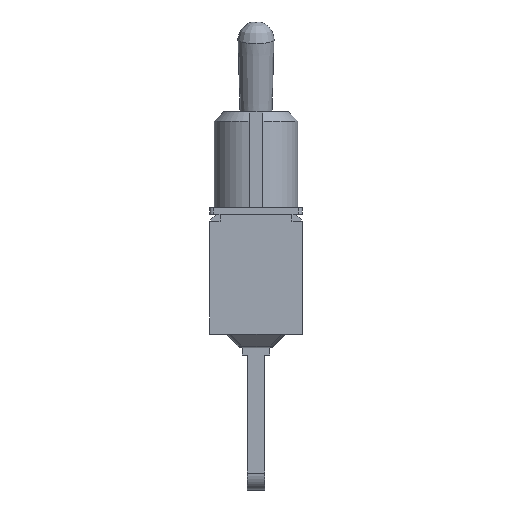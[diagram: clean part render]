
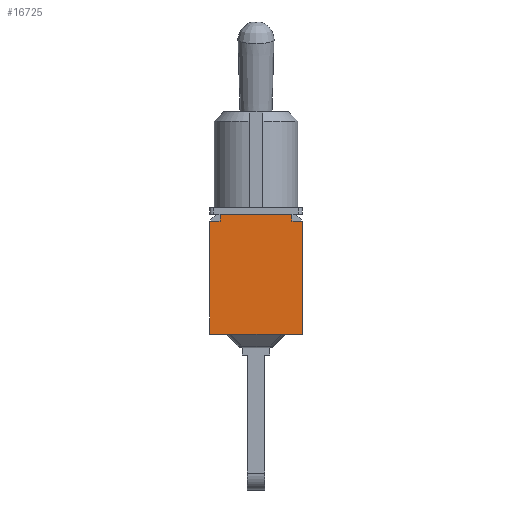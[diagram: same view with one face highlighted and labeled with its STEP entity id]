
A CAD part, left-side view. The second image highlights one B-rep face of the part: STEP entity #16725.
In plain terms, the highlighted planar face has unit normal (-1, 0, 0).
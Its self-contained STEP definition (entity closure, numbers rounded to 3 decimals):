
#3813 = PLANE('',#3814);
#3814 = AXIS2_PLACEMENT_3D('',#3815,#3816,#3817);
#3815 = CARTESIAN_POINT('',(-4.75,-2.67,8.89));
#3816 = DIRECTION('',(0.,-1.,0.));
#3817 = DIRECTION('',(-1.,0.,0.));
#4273 = PLANE('',#4274);
#4274 = AXIS2_PLACEMENT_3D('',#4275,#4276,#4277);
#4275 = CARTESIAN_POINT('',(-4.75,2.67,8.38));
#4276 = DIRECTION('',(0.,1.,0.));
#4277 = DIRECTION('',(1.,0.,0.));
#4540 = PLANE('',#4541);
#4541 = AXIS2_PLACEMENT_3D('',#4542,#4543,#4544);
#4542 = CARTESIAN_POINT('',(0.,-2.67,8.89));
#4543 = DIRECTION('',(0.,0.,1.));
#4544 = DIRECTION('',(0.,1.,0.));
#4859 = VERTEX_POINT('',#4860);
#4860 = CARTESIAN_POINT('',(-6.35,2.67,8.89));
#4881 = EDGE_CURVE('',#4859,#4882,#4884,.T.);
#4882 = VERTEX_POINT('',#4883);
#4883 = CARTESIAN_POINT('',(-6.35,-2.67,8.89));
#4884 = SURFACE_CURVE('',#4885,(#4889,#4896),.PCURVE_S1.);
#4885 = LINE('',#4886,#4887);
#4886 = CARTESIAN_POINT('',(-6.35,2.67,8.89));
#4887 = VECTOR('',#4888,1.);
#4888 = DIRECTION('',(0.,-1.,0.));
#4889 = PCURVE('',#4540,#4890);
#4890 = DEFINITIONAL_REPRESENTATION('',(#4891),#4895);
#4891 = LINE('',#4892,#4893);
#4892 = CARTESIAN_POINT('',(5.34,6.35));
#4893 = VECTOR('',#4894,1.);
#4894 = DIRECTION('',(-1.,0.));
#4895 = ( GEOMETRIC_REPRESENTATION_CONTEXT(2) 
PARAMETRIC_REPRESENTATION_CONTEXT() REPRESENTATION_CONTEXT('2D SPACE',''
  ) );
#4896 = PCURVE('',#4897,#4902);
#4897 = PLANE('',#4898);
#4898 = AXIS2_PLACEMENT_3D('',#4899,#4900,#4901);
#4899 = CARTESIAN_POINT('',(-6.35,-3.43,0.));
#4900 = DIRECTION('',(-1.,0.,0.));
#4901 = DIRECTION('',(0.,0.,1.));
#4902 = DEFINITIONAL_REPRESENTATION('',(#4903),#4907);
#4903 = LINE('',#4904,#4905);
#4904 = CARTESIAN_POINT('',(8.89,6.1));
#4905 = VECTOR('',#4906,1.);
#4906 = DIRECTION('',(0.,-1.));
#4907 = ( GEOMETRIC_REPRESENTATION_CONTEXT(2) 
PARAMETRIC_REPRESENTATION_CONTEXT() REPRESENTATION_CONTEXT('2D SPACE',''
  ) );
#5220 = EDGE_CURVE('',#5221,#4859,#5223,.T.);
#5221 = VERTEX_POINT('',#5222);
#5222 = CARTESIAN_POINT('',(-6.35,2.67,8.38));
#5223 = SURFACE_CURVE('',#5224,(#5228,#5235),.PCURVE_S1.);
#5224 = LINE('',#5225,#5226);
#5225 = CARTESIAN_POINT('',(-6.35,2.67,8.38));
#5226 = VECTOR('',#5227,1.);
#5227 = DIRECTION('',(0.,0.,1.));
#5228 = PCURVE('',#4273,#5229);
#5229 = DEFINITIONAL_REPRESENTATION('',(#5230),#5234);
#5230 = LINE('',#5231,#5232);
#5231 = CARTESIAN_POINT('',(-1.6,0.));
#5232 = VECTOR('',#5233,1.);
#5233 = DIRECTION('',(0.,-1.));
#5234 = ( GEOMETRIC_REPRESENTATION_CONTEXT(2) 
PARAMETRIC_REPRESENTATION_CONTEXT() REPRESENTATION_CONTEXT('2D SPACE',''
  ) );
#5235 = PCURVE('',#4897,#5236);
#5236 = DEFINITIONAL_REPRESENTATION('',(#5237),#5241);
#5237 = LINE('',#5238,#5239);
#5238 = CARTESIAN_POINT('',(8.38,6.1));
#5239 = VECTOR('',#5240,1.);
#5240 = DIRECTION('',(1.,0.));
#5241 = ( GEOMETRIC_REPRESENTATION_CONTEXT(2) 
PARAMETRIC_REPRESENTATION_CONTEXT() REPRESENTATION_CONTEXT('2D SPACE',''
  ) );
#5287 = PLANE('',#5288);
#5288 = AXIS2_PLACEMENT_3D('',#5289,#5290,#5291);
#5289 = CARTESIAN_POINT('',(0.,0.,8.38));
#5290 = DIRECTION('',(0.,0.,1.));
#5291 = DIRECTION('',(1.,0.,-0.));
#5355 = EDGE_CURVE('',#4882,#5356,#5358,.T.);
#5356 = VERTEX_POINT('',#5357);
#5357 = CARTESIAN_POINT('',(-6.35,-2.67,8.38));
#5358 = SURFACE_CURVE('',#5359,(#5363,#5370),.PCURVE_S1.);
#5359 = LINE('',#5360,#5361);
#5360 = CARTESIAN_POINT('',(-6.35,-2.67,8.89));
#5361 = VECTOR('',#5362,1.);
#5362 = DIRECTION('',(0.,0.,-1.));
#5363 = PCURVE('',#3813,#5364);
#5364 = DEFINITIONAL_REPRESENTATION('',(#5365),#5369);
#5365 = LINE('',#5366,#5367);
#5366 = CARTESIAN_POINT('',(1.6,0.));
#5367 = VECTOR('',#5368,1.);
#5368 = DIRECTION('',(0.,1.));
#5369 = ( GEOMETRIC_REPRESENTATION_CONTEXT(2) 
PARAMETRIC_REPRESENTATION_CONTEXT() REPRESENTATION_CONTEXT('2D SPACE',''
  ) );
#5370 = PCURVE('',#4897,#5371);
#5371 = DEFINITIONAL_REPRESENTATION('',(#5372),#5376);
#5372 = LINE('',#5373,#5374);
#5373 = CARTESIAN_POINT('',(8.89,0.76));
#5374 = VECTOR('',#5375,1.);
#5375 = DIRECTION('',(-1.,0.));
#5376 = ( GEOMETRIC_REPRESENTATION_CONTEXT(2) 
PARAMETRIC_REPRESENTATION_CONTEXT() REPRESENTATION_CONTEXT('2D SPACE',''
  ) );
#5394 = PLANE('',#5395);
#5395 = AXIS2_PLACEMENT_3D('',#5396,#5397,#5398);
#5396 = CARTESIAN_POINT('',(0.,0.,8.38));
#5397 = DIRECTION('',(0.,0.,1.));
#5398 = DIRECTION('',(1.,0.,-0.));
#5573 = PLANE('',#5574);
#5574 = AXIS2_PLACEMENT_3D('',#5575,#5576,#5577);
#5575 = CARTESIAN_POINT('',(6.35,-3.43,0.));
#5576 = DIRECTION('',(0.,-1.,0.));
#5577 = DIRECTION('',(0.,0.,-1.));
#5638 = PLANE('',#5639);
#5639 = AXIS2_PLACEMENT_3D('',#5640,#5641,#5642);
#5640 = CARTESIAN_POINT('',(4.75,3.43,0.));
#5641 = DIRECTION('',(0.,1.,0.));
#5642 = DIRECTION('',(0.,-0.,1.));
#5929 = EDGE_CURVE('',#5930,#5356,#5932,.T.);
#5930 = VERTEX_POINT('',#5931);
#5931 = CARTESIAN_POINT('',(-6.35,-3.43,8.38));
#5932 = SURFACE_CURVE('',#5933,(#5937,#5944),.PCURVE_S1.);
#5933 = LINE('',#5934,#5935);
#5934 = CARTESIAN_POINT('',(-6.35,-3.43,8.38));
#5935 = VECTOR('',#5936,1.);
#5936 = DIRECTION('',(0.,1.,0.));
#5937 = PCURVE('',#5394,#5938);
#5938 = DEFINITIONAL_REPRESENTATION('',(#5939),#5943);
#5939 = LINE('',#5940,#5941);
#5940 = CARTESIAN_POINT('',(-6.35,-3.43));
#5941 = VECTOR('',#5942,1.);
#5942 = DIRECTION('',(0.,1.));
#5943 = ( GEOMETRIC_REPRESENTATION_CONTEXT(2) 
PARAMETRIC_REPRESENTATION_CONTEXT() REPRESENTATION_CONTEXT('2D SPACE',''
  ) );
#5944 = PCURVE('',#4897,#5945);
#5945 = DEFINITIONAL_REPRESENTATION('',(#5946),#5950);
#5946 = LINE('',#5947,#5948);
#5947 = CARTESIAN_POINT('',(8.38,0.));
#5948 = VECTOR('',#5949,1.);
#5949 = DIRECTION('',(0.,1.));
#5950 = ( GEOMETRIC_REPRESENTATION_CONTEXT(2) 
PARAMETRIC_REPRESENTATION_CONTEXT() REPRESENTATION_CONTEXT('2D SPACE',''
  ) );
#5982 = VERTEX_POINT('',#5983);
#5983 = CARTESIAN_POINT('',(-6.35,3.43,8.38));
#6004 = EDGE_CURVE('',#5221,#5982,#6005,.T.);
#6005 = SURFACE_CURVE('',#6006,(#6010,#6017),.PCURVE_S1.);
#6006 = LINE('',#6007,#6008);
#6007 = CARTESIAN_POINT('',(-6.35,2.67,8.38));
#6008 = VECTOR('',#6009,1.);
#6009 = DIRECTION('',(0.,1.,0.));
#6010 = PCURVE('',#5287,#6011);
#6011 = DEFINITIONAL_REPRESENTATION('',(#6012),#6016);
#6012 = LINE('',#6013,#6014);
#6013 = CARTESIAN_POINT('',(-6.35,2.67));
#6014 = VECTOR('',#6015,1.);
#6015 = DIRECTION('',(0.,1.));
#6016 = ( GEOMETRIC_REPRESENTATION_CONTEXT(2) 
PARAMETRIC_REPRESENTATION_CONTEXT() REPRESENTATION_CONTEXT('2D SPACE',''
  ) );
#6017 = PCURVE('',#4897,#6018);
#6018 = DEFINITIONAL_REPRESENTATION('',(#6019),#6023);
#6019 = LINE('',#6020,#6021);
#6020 = CARTESIAN_POINT('',(8.38,6.1));
#6021 = VECTOR('',#6022,1.);
#6022 = DIRECTION('',(0.,1.));
#6023 = ( GEOMETRIC_REPRESENTATION_CONTEXT(2) 
PARAMETRIC_REPRESENTATION_CONTEXT() REPRESENTATION_CONTEXT('2D SPACE',''
  ) );
#6118 = PLANE('',#6119);
#6119 = AXIS2_PLACEMENT_3D('',#6120,#6121,#6122);
#6120 = CARTESIAN_POINT('',(0.,0.,0.));
#6121 = DIRECTION('',(0.,0.,1.));
#6122 = DIRECTION('',(1.,0.,-0.));
#6439 = VERTEX_POINT('',#6440);
#6440 = CARTESIAN_POINT('',(-6.35,3.43,0.));
#6461 = EDGE_CURVE('',#6439,#5982,#6462,.T.);
#6462 = SURFACE_CURVE('',#6463,(#6467,#6474),.PCURVE_S1.);
#6463 = LINE('',#6464,#6465);
#6464 = CARTESIAN_POINT('',(-6.35,3.43,0.));
#6465 = VECTOR('',#6466,1.);
#6466 = DIRECTION('',(0.,0.,1.));
#6467 = PCURVE('',#5638,#6468);
#6468 = DEFINITIONAL_REPRESENTATION('',(#6469),#6473);
#6469 = LINE('',#6470,#6471);
#6470 = CARTESIAN_POINT('',(0.,-11.1));
#6471 = VECTOR('',#6472,1.);
#6472 = DIRECTION('',(1.,0.));
#6473 = ( GEOMETRIC_REPRESENTATION_CONTEXT(2) 
PARAMETRIC_REPRESENTATION_CONTEXT() REPRESENTATION_CONTEXT('2D SPACE',''
  ) );
#6474 = PCURVE('',#4897,#6475);
#6475 = DEFINITIONAL_REPRESENTATION('',(#6476),#6480);
#6476 = LINE('',#6477,#6478);
#6477 = CARTESIAN_POINT('',(0.,6.86));
#6478 = VECTOR('',#6479,1.);
#6479 = DIRECTION('',(1.,0.));
#6480 = ( GEOMETRIC_REPRESENTATION_CONTEXT(2) 
PARAMETRIC_REPRESENTATION_CONTEXT() REPRESENTATION_CONTEXT('2D SPACE',''
  ) );
#7327 = VERTEX_POINT('',#7328);
#7328 = CARTESIAN_POINT('',(-6.35,-3.43,0.));
#7349 = EDGE_CURVE('',#7327,#6439,#7350,.T.);
#7350 = SURFACE_CURVE('',#7351,(#7355,#7362),.PCURVE_S1.);
#7351 = LINE('',#7352,#7353);
#7352 = CARTESIAN_POINT('',(-6.35,-3.43,0.));
#7353 = VECTOR('',#7354,1.);
#7354 = DIRECTION('',(0.,1.,0.));
#7355 = PCURVE('',#6118,#7356);
#7356 = DEFINITIONAL_REPRESENTATION('',(#7357),#7361);
#7357 = LINE('',#7358,#7359);
#7358 = CARTESIAN_POINT('',(-6.35,-3.43));
#7359 = VECTOR('',#7360,1.);
#7360 = DIRECTION('',(0.,1.));
#7361 = ( GEOMETRIC_REPRESENTATION_CONTEXT(2) 
PARAMETRIC_REPRESENTATION_CONTEXT() REPRESENTATION_CONTEXT('2D SPACE',''
  ) );
#7362 = PCURVE('',#4897,#7363);
#7363 = DEFINITIONAL_REPRESENTATION('',(#7364),#7368);
#7364 = LINE('',#7365,#7366);
#7365 = CARTESIAN_POINT('',(0.,0.));
#7366 = VECTOR('',#7367,1.);
#7367 = DIRECTION('',(0.,1.));
#7368 = ( GEOMETRIC_REPRESENTATION_CONTEXT(2) 
PARAMETRIC_REPRESENTATION_CONTEXT() REPRESENTATION_CONTEXT('2D SPACE',''
  ) );
#14799 = EDGE_CURVE('',#7327,#5930,#14800,.T.);
#14800 = SURFACE_CURVE('',#14801,(#14805,#14812),.PCURVE_S1.);
#14801 = LINE('',#14802,#14803);
#14802 = CARTESIAN_POINT('',(-6.35,-3.43,0.));
#14803 = VECTOR('',#14804,1.);
#14804 = DIRECTION('',(0.,0.,1.));
#14805 = PCURVE('',#5573,#14806);
#14806 = DEFINITIONAL_REPRESENTATION('',(#14807),#14811);
#14807 = LINE('',#14808,#14809);
#14808 = CARTESIAN_POINT('',(0.,-12.7));
#14809 = VECTOR('',#14810,1.);
#14810 = DIRECTION('',(-1.,0.));
#14811 = ( GEOMETRIC_REPRESENTATION_CONTEXT(2) 
PARAMETRIC_REPRESENTATION_CONTEXT() REPRESENTATION_CONTEXT('2D SPACE',''
  ) );
#14812 = PCURVE('',#4897,#14813);
#14813 = DEFINITIONAL_REPRESENTATION('',(#14814),#14818);
#14814 = LINE('',#14815,#14816);
#14815 = CARTESIAN_POINT('',(0.,0.));
#14816 = VECTOR('',#14817,1.);
#14817 = DIRECTION('',(1.,0.));
#14818 = ( GEOMETRIC_REPRESENTATION_CONTEXT(2) 
PARAMETRIC_REPRESENTATION_CONTEXT() REPRESENTATION_CONTEXT('2D SPACE',''
  ) );
#16725 = ADVANCED_FACE('',(#16726),#4897,.T.);
#16726 = FACE_BOUND('',#16727,.T.);
#16727 = EDGE_LOOP('',(#16728,#16729,#16730,#16731,#16732,#16733,#16734,
    #16735));
#16728 = ORIENTED_EDGE('',*,*,#5929,.T.);
#16729 = ORIENTED_EDGE('',*,*,#5355,.F.);
#16730 = ORIENTED_EDGE('',*,*,#4881,.F.);
#16731 = ORIENTED_EDGE('',*,*,#5220,.F.);
#16732 = ORIENTED_EDGE('',*,*,#6004,.T.);
#16733 = ORIENTED_EDGE('',*,*,#6461,.F.);
#16734 = ORIENTED_EDGE('',*,*,#7349,.F.);
#16735 = ORIENTED_EDGE('',*,*,#14799,.T.);
